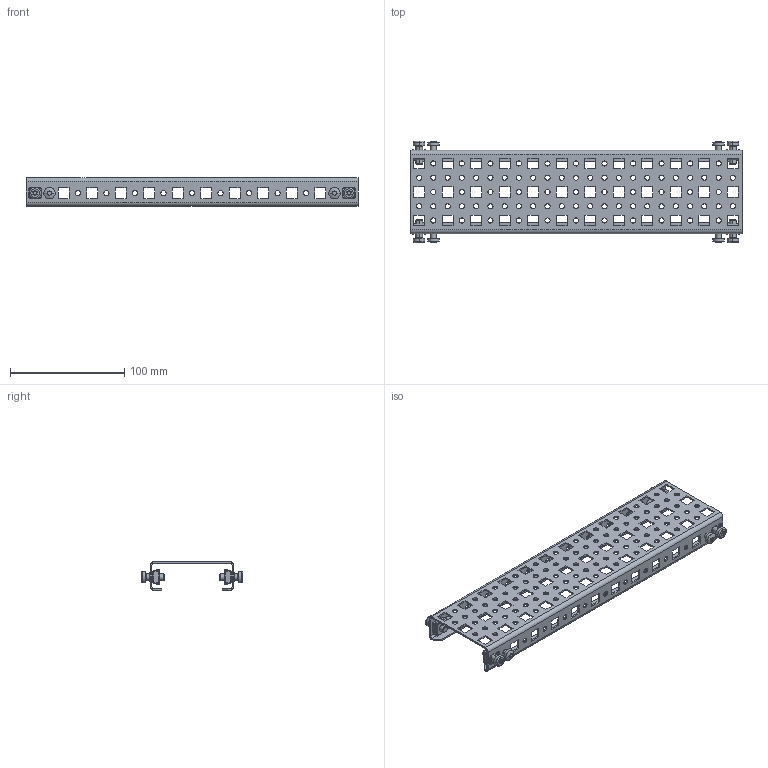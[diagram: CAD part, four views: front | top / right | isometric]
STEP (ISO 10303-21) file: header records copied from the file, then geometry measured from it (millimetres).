
FILE_DESCRIPTION (( 'STEP AP203' ), '1' );
FILE_NAME ('U0731402373 Êîìïëåêò ïëàíîê ìîíòàæíûõ 23õ73 òèï Ê LC2_RS52 00.40 (000.801.476).STEP', '2022-04-20T06:12:55', ( '' ), ( '' ), 'SwSTEP 2.0', 'SolidWorks 2017', '' );
FILE_SCHEMA (( 'CONFIG_CONTROL_DESIGN' ));
Length unit declared in the file: millimetre
Products named in the file (7): U0731402373 Êîìïëåêò ïëàíîê ìîíòàæíûõ 23õ73 òèï Ê LC2_RS52 00.40 (000.801.476); Âèíò DIN 7984 TORX_Œ6å16; Ãàéêà êâàäðàòíàÿ_Œ6-2‚; Ãàéêà êëåòåâàÿ_Œ6-4€; 025-271 Ïëàíêà ìîíòàæíàÿ 23õ73 RS52_00 (400); Êëåòêà ãàéêè_M6-4€; Âèíò DIN 7500 C TORX_Œ5å12
Assembly tree (15 placements, depth 3):
  U0731402373 Êîìïëåêò ïëàíîê ìîíòàæíûõ 23õ73 òèï Ê LC2_RS52 00.40 (000.801.476)
    025-271 Ïëàíêà ìîíòàæíàÿ 23õ73 RS52_00 (400)
    Ãàéêà êëåòåâàÿ_Œ6-4€  x4
      Êëåòêà ãàéêè_M6-4€
      Ãàéêà êâàäðàòíàÿ_Œ6-2‚
    Âèíò DIN 7984 TORX_Œ6å16  x4
    Âèíò DIN 7500 C TORX_Œ5å12  x4
Bounding box: 291 x 89 x 25 mm (x, y, z)
Volume: 51369.6 mm3; surface area: 78781.1 mm2
Topology: 17 solids, 17 shells, 1204 faces, 3090 edges, 1932 vertices
Faces by surface type: plane 682, cylinder 442, bspline 32, cone 24, torus 16, sphere 8
Entity records: 23092 total; most frequent: CARTESIAN_POINT 4160, DIRECTION 3668, ORIENTED_EDGE 3666, EDGE_CURVE 1833, LINE 1252, VECTOR 1252, AXIS2_PLACEMENT_3D 1208, VERTEX_POINT 1182
